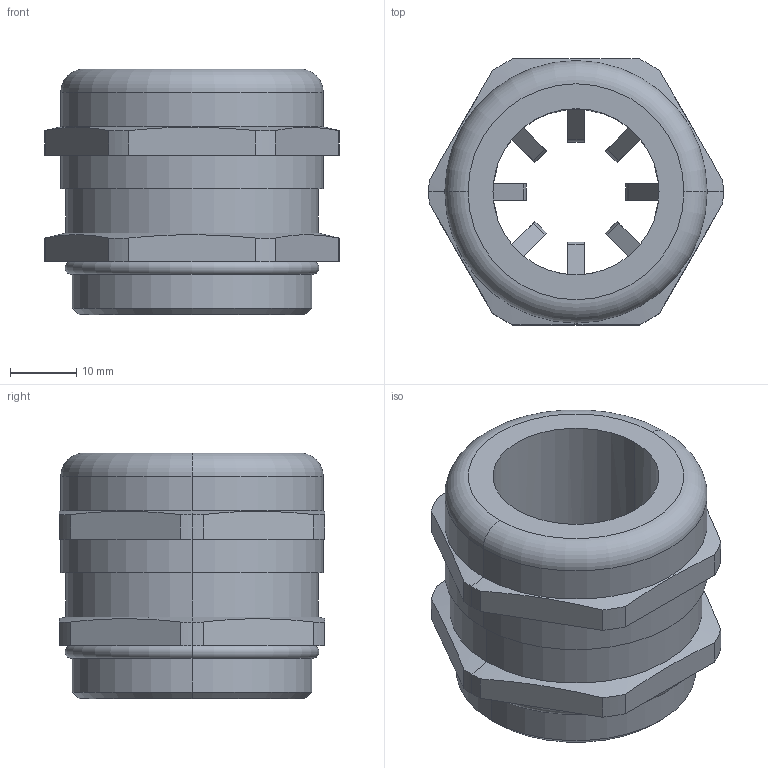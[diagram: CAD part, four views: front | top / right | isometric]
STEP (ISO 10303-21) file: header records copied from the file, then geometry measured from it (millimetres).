
FILE_DESCRIPTION (( 'STEP AP203' ), '1' );
FILE_NAME ('WNAC-M36(D18-25).STP', '2017-09-13T11:27:04', ( '微软用户' ), ( '微软中国' ), 'SwSTEP 2.0', 'SolidWorks 2012', '' );
FILE_SCHEMA (( 'CONFIG_CONTROL_DESIGN' ));
Length unit declared in the file: millimetre
Products named in the file (1): WNAC-M36(D18-25)
Bounding box: 44.3 x 40 x 37 mm (x, y, z)
Volume: 25989.7 mm3; surface area: 9978.5 mm2
Topology: 1 solids, 1 shells, 107 faces, 276 edges, 180 vertices
Faces by surface type: plane 57, cylinder 40, cone 6, torus 4
Entity records: 3421 total; most frequent: CARTESIAN_POINT 722, ORIENTED_EDGE 552, DIRECTION 552, EDGE_CURVE 276, AXIS2_PLACEMENT_3D 200, VERTEX_POINT 180, LINE 152, VECTOR 152
